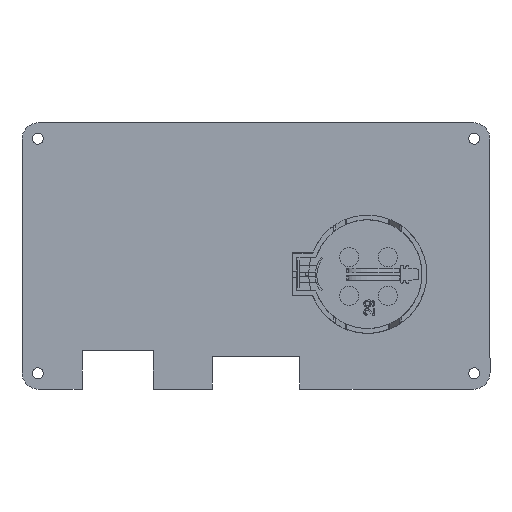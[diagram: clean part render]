
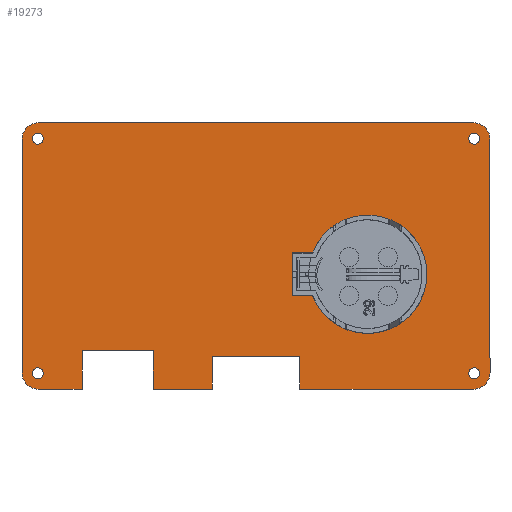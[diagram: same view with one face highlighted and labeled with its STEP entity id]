
A CAD part, front view. The second image highlights one B-rep face of the part: STEP entity #19273.
In plain terms, the highlighted planar face has unit normal (0, -1, 0).
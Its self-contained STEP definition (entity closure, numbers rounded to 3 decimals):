
#542=FACE_BOUND('',#3600,.T.);
#543=FACE_BOUND('',#3601,.T.);
#544=FACE_BOUND('',#3602,.T.);
#545=FACE_BOUND('',#3603,.T.);
#546=FACE_BOUND('',#3604,.T.);
#1347=PLANE('',#20981);
#2447=FACE_OUTER_BOUND('',#3599,.T.);
#3599=EDGE_LOOP('',(#17700,#17701,#17702,#17703,#17704,#17705,#17706,#17707,
#17708,#17709,#17710,#17711,#17712,#17713,#17714,#17715));
#3600=EDGE_LOOP('',(#17716));
#3601=EDGE_LOOP('',(#17717));
#3602=EDGE_LOOP('',(#17718));
#3603=EDGE_LOOP('',(#17719));
#3604=EDGE_LOOP('',(#17720,#17721,#17722,#17723));
#5655=LINE('',#32408,#7759);
#5659=LINE('',#32415,#7763);
#5662=LINE('',#32421,#7766);
#5663=LINE('',#32424,#7767);
#5664=LINE('',#32426,#7768);
#5665=LINE('',#32428,#7769);
#5666=LINE('',#32430,#7770);
#5667=LINE('',#32432,#7771);
#5668=LINE('',#32436,#7772);
#5669=LINE('',#32440,#7773);
#5670=LINE('',#32444,#7774);
#5671=LINE('',#32447,#7775);
#5672=LINE('',#32458,#7776);
#5673=LINE('',#32460,#7777);
#5674=LINE('',#32462,#7778);
#7759=VECTOR('',#25921,10.);
#7763=VECTOR('',#25927,10.);
#7766=VECTOR('',#25932,10.);
#7767=VECTOR('',#25935,10.);
#7768=VECTOR('',#25936,10.);
#7769=VECTOR('',#25937,10.);
#7770=VECTOR('',#25938,10.);
#7771=VECTOR('',#25939,10.);
#7772=VECTOR('',#25942,10.);
#7773=VECTOR('',#25945,10.);
#7774=VECTOR('',#25948,10.);
#7775=VECTOR('',#25951,10.);
#7776=VECTOR('',#25960,10.);
#7777=VECTOR('',#25961,10.);
#7778=VECTOR('',#25962,10.);
#8210=CIRCLE('',#20982,3.);
#8211=CIRCLE('',#20983,3.);
#8212=CIRCLE('',#20984,3.);
#8213=CIRCLE('',#20985,3.);
#8214=CIRCLE('',#20986,1.);
#8215=CIRCLE('',#20987,1.);
#8216=CIRCLE('',#20988,1.);
#8217=CIRCLE('',#20989,1.);
#8218=CIRCLE('',#20990,10.8);
#9907=VERTEX_POINT('',#32405);
#9908=VERTEX_POINT('',#32407);
#9910=VERTEX_POINT('',#32413);
#9912=VERTEX_POINT('',#32419);
#9913=VERTEX_POINT('',#32423);
#9914=VERTEX_POINT('',#32425);
#9915=VERTEX_POINT('',#32427);
#9916=VERTEX_POINT('',#32429);
#9917=VERTEX_POINT('',#32431);
#9918=VERTEX_POINT('',#32433);
#9919=VERTEX_POINT('',#32435);
#9920=VERTEX_POINT('',#32437);
#9921=VERTEX_POINT('',#32439);
#9922=VERTEX_POINT('',#32441);
#9923=VERTEX_POINT('',#32443);
#9924=VERTEX_POINT('',#32445);
#9925=VERTEX_POINT('',#32448);
#9926=VERTEX_POINT('',#32450);
#9927=VERTEX_POINT('',#32452);
#9928=VERTEX_POINT('',#32454);
#9929=VERTEX_POINT('',#32456);
#9930=VERTEX_POINT('',#32457);
#9931=VERTEX_POINT('',#32459);
#9932=VERTEX_POINT('',#32461);
#12518=EDGE_CURVE('',#9908,#9907,#5655,.T.);
#12522=EDGE_CURVE('',#9907,#9910,#5659,.T.);
#12525=EDGE_CURVE('',#9910,#9912,#5662,.T.);
#12526=EDGE_CURVE('',#9912,#9913,#5663,.T.);
#12527=EDGE_CURVE('',#9913,#9914,#5664,.T.);
#12528=EDGE_CURVE('',#9914,#9915,#5665,.T.);
#12529=EDGE_CURVE('',#9915,#9916,#5666,.T.);
#12530=EDGE_CURVE('',#9916,#9917,#5667,.T.);
#12531=EDGE_CURVE('',#9917,#9918,#8210,.T.);
#12532=EDGE_CURVE('',#9918,#9919,#5668,.T.);
#12533=EDGE_CURVE('',#9919,#9920,#8211,.T.);
#12534=EDGE_CURVE('',#9920,#9921,#5669,.T.);
#12535=EDGE_CURVE('',#9921,#9922,#8212,.T.);
#12536=EDGE_CURVE('',#9922,#9923,#5670,.T.);
#12537=EDGE_CURVE('',#9923,#9924,#8213,.T.);
#12538=EDGE_CURVE('',#9924,#9908,#5671,.T.);
#12539=EDGE_CURVE('',#9925,#9925,#8214,.T.);
#12540=EDGE_CURVE('',#9926,#9926,#8215,.T.);
#12541=EDGE_CURVE('',#9927,#9927,#8216,.T.);
#12542=EDGE_CURVE('',#9928,#9928,#8217,.T.);
#12543=EDGE_CURVE('',#9929,#9930,#5672,.T.);
#12544=EDGE_CURVE('',#9930,#9931,#5673,.T.);
#12545=EDGE_CURVE('',#9931,#9932,#5674,.T.);
#12546=EDGE_CURVE('',#9932,#9929,#8218,.T.);
#17700=ORIENTED_EDGE('',*,*,#12518,.T.);
#17701=ORIENTED_EDGE('',*,*,#12522,.T.);
#17702=ORIENTED_EDGE('',*,*,#12525,.T.);
#17703=ORIENTED_EDGE('',*,*,#12526,.T.);
#17704=ORIENTED_EDGE('',*,*,#12527,.T.);
#17705=ORIENTED_EDGE('',*,*,#12528,.T.);
#17706=ORIENTED_EDGE('',*,*,#12529,.T.);
#17707=ORIENTED_EDGE('',*,*,#12530,.T.);
#17708=ORIENTED_EDGE('',*,*,#12531,.T.);
#17709=ORIENTED_EDGE('',*,*,#12532,.T.);
#17710=ORIENTED_EDGE('',*,*,#12533,.T.);
#17711=ORIENTED_EDGE('',*,*,#12534,.T.);
#17712=ORIENTED_EDGE('',*,*,#12535,.T.);
#17713=ORIENTED_EDGE('',*,*,#12536,.T.);
#17714=ORIENTED_EDGE('',*,*,#12537,.T.);
#17715=ORIENTED_EDGE('',*,*,#12538,.T.);
#17716=ORIENTED_EDGE('',*,*,#12539,.T.);
#17717=ORIENTED_EDGE('',*,*,#12540,.T.);
#17718=ORIENTED_EDGE('',*,*,#12541,.T.);
#17719=ORIENTED_EDGE('',*,*,#12542,.T.);
#17720=ORIENTED_EDGE('',*,*,#12543,.T.);
#17721=ORIENTED_EDGE('',*,*,#12544,.T.);
#17722=ORIENTED_EDGE('',*,*,#12545,.T.);
#17723=ORIENTED_EDGE('',*,*,#12546,.T.);
#19273=ADVANCED_FACE('',(#2447,#542,#543,#544,#545,#546),#1347,.F.);
#20981=AXIS2_PLACEMENT_3D('',#32422,#25933,#25934);
#20982=AXIS2_PLACEMENT_3D('',#32434,#25940,#25941);
#20983=AXIS2_PLACEMENT_3D('',#32438,#25943,#25944);
#20984=AXIS2_PLACEMENT_3D('',#32442,#25946,#25947);
#20985=AXIS2_PLACEMENT_3D('',#32446,#25949,#25950);
#20986=AXIS2_PLACEMENT_3D('',#32449,#25952,#25953);
#20987=AXIS2_PLACEMENT_3D('',#32451,#25954,#25955);
#20988=AXIS2_PLACEMENT_3D('',#32453,#25956,#25957);
#20989=AXIS2_PLACEMENT_3D('',#32455,#25958,#25959);
#20990=AXIS2_PLACEMENT_3D('',#32463,#25963,#25964);
#25921=DIRECTION('',(1.,0.,0.));
#25927=DIRECTION('',(0.,0.,-1.));
#25932=DIRECTION('',(-1.,0.,0.));
#25933=DIRECTION('center_axis',(0.,1.,0.));
#25934=DIRECTION('ref_axis',(0.,0.,1.));
#25935=DIRECTION('',(0.,0.,-1.));
#25936=DIRECTION('',(1.,0.,0.));
#25937=DIRECTION('',(0.,0.,-1.));
#25938=DIRECTION('',(-1.,0.,0.));
#25939=DIRECTION('',(0.,0.,-1.));
#25940=DIRECTION('center_axis',(0.,-1.,0.));
#25941=DIRECTION('ref_axis',(0.,0.,-1.));
#25942=DIRECTION('',(1.,0.,0.));
#25943=DIRECTION('center_axis',(0.,-1.,0.));
#25944=DIRECTION('ref_axis',(1.,0.,0.));
#25945=DIRECTION('',(0.,0.,1.));
#25946=DIRECTION('center_axis',(0.,-1.,0.));
#25947=DIRECTION('ref_axis',(0.,0.,1.));
#25948=DIRECTION('',(-1.,0.,0.));
#25949=DIRECTION('center_axis',(0.,-1.,0.));
#25950=DIRECTION('ref_axis',(-1.,0.,0.));
#25951=DIRECTION('',(0.,0.,-1.));
#25952=DIRECTION('center_axis',(0.,1.,0.));
#25953=DIRECTION('ref_axis',(-1.,0.,0.));
#25954=DIRECTION('center_axis',(0.,1.,0.));
#25955=DIRECTION('ref_axis',(-1.,0.,0.));
#25956=DIRECTION('center_axis',(0.,1.,0.));
#25957=DIRECTION('ref_axis',(-1.,0.,0.));
#25958=DIRECTION('center_axis',(0.,1.,0.));
#25959=DIRECTION('ref_axis',(-1.,0.,0.));
#25960=DIRECTION('',(0.,0.,1.));
#25961=DIRECTION('',(1.,0.,0.));
#25962=DIRECTION('',(0.,0.,-1.));
#25963=DIRECTION('center_axis',(0.,1.,0.));
#25964=DIRECTION('ref_axis',(-0.354,0.,0.935));
#32405=CARTESIAN_POINT('',(-17.35,-1.,31.8));
#32407=CARTESIAN_POINT('',(-24.35,-1.,31.8));
#32408=CARTESIAN_POINT('',(-8.675,-1.,31.8));
#32413=CARTESIAN_POINT('',(-17.35,-1.,18.8));
#32415=CARTESIAN_POINT('',(-17.35,-1.,9.4));
#32419=CARTESIAN_POINT('',(-24.35,-1.,18.8));
#32421=CARTESIAN_POINT('',(-12.175,-1.,18.8));
#32422=CARTESIAN_POINT('Origin',(0.,-1.,0.));
#32423=CARTESIAN_POINT('',(-24.35,-1.,8.));
#32424=CARTESIAN_POINT('',(-24.35,-1.,-39.8));
#32425=CARTESIAN_POINT('',(-18.35,-1.,8.));
#32426=CARTESIAN_POINT('',(-12.175,-1.,8.));
#32427=CARTESIAN_POINT('',(-18.35,-1.,-8.));
#32428=CARTESIAN_POINT('',(-18.35,-1.,4.));
#32429=CARTESIAN_POINT('',(-24.35,-1.,-8.));
#32430=CARTESIAN_POINT('',(-9.175,-1.,-8.));
#32431=CARTESIAN_POINT('',(-24.35,-1.,-39.8));
#32432=CARTESIAN_POINT('',(-24.35,-1.,-39.8));
#32433=CARTESIAN_POINT('',(-21.35,-1.,-42.8));
#32434=CARTESIAN_POINT('Origin',(-21.35,-1.,-39.8));
#32435=CARTESIAN_POINT('',(21.35,-1.,-42.8));
#32436=CARTESIAN_POINT('',(21.35,-1.,-42.8));
#32437=CARTESIAN_POINT('',(24.35,-1.,-39.8));
#32438=CARTESIAN_POINT('Origin',(21.35,-1.,-39.8));
#32439=CARTESIAN_POINT('',(24.35,-1.,39.8));
#32440=CARTESIAN_POINT('',(24.35,-1.,39.8));
#32441=CARTESIAN_POINT('',(21.35,-1.,42.8));
#32442=CARTESIAN_POINT('Origin',(21.35,-1.,39.8));
#32443=CARTESIAN_POINT('',(-21.35,-1.,42.8));
#32444=CARTESIAN_POINT('',(-21.35,-1.,42.8));
#32445=CARTESIAN_POINT('',(-24.35,-1.,39.8));
#32446=CARTESIAN_POINT('Origin',(-21.35,-1.,39.8));
#32447=CARTESIAN_POINT('',(-24.35,-1.,-39.8));
#32448=CARTESIAN_POINT('',(20.45,-1.,39.9));
#32449=CARTESIAN_POINT('Origin',(21.45,-1.,39.9));
#32450=CARTESIAN_POINT('',(-22.45,-1.,39.9));
#32451=CARTESIAN_POINT('Origin',(-21.45,-1.,39.9));
#32452=CARTESIAN_POINT('',(20.45,-1.,-39.9));
#32453=CARTESIAN_POINT('Origin',(21.45,-1.,-39.9));
#32454=CARTESIAN_POINT('',(-22.45,-1.,-39.9));
#32455=CARTESIAN_POINT('Origin',(-21.45,-1.,-39.9));
#32456=CARTESIAN_POINT('',(-7.197,-1.,-10.332));
#32457=CARTESIAN_POINT('',(-7.197,-1.,-6.679));
#32458=CARTESIAN_POINT('',(-7.197,-1.,-3.34));
#32459=CARTESIAN_POINT('',(0.553,-1.,-6.679));
#32460=CARTESIAN_POINT('',(0.276,-1.,-6.679));
#32461=CARTESIAN_POINT('',(0.553,-1.,-10.37));
#32462=CARTESIAN_POINT('',(0.553,-1.,-5.185));
#32463=CARTESIAN_POINT('Origin',(-3.373,-1.,-20.432));
